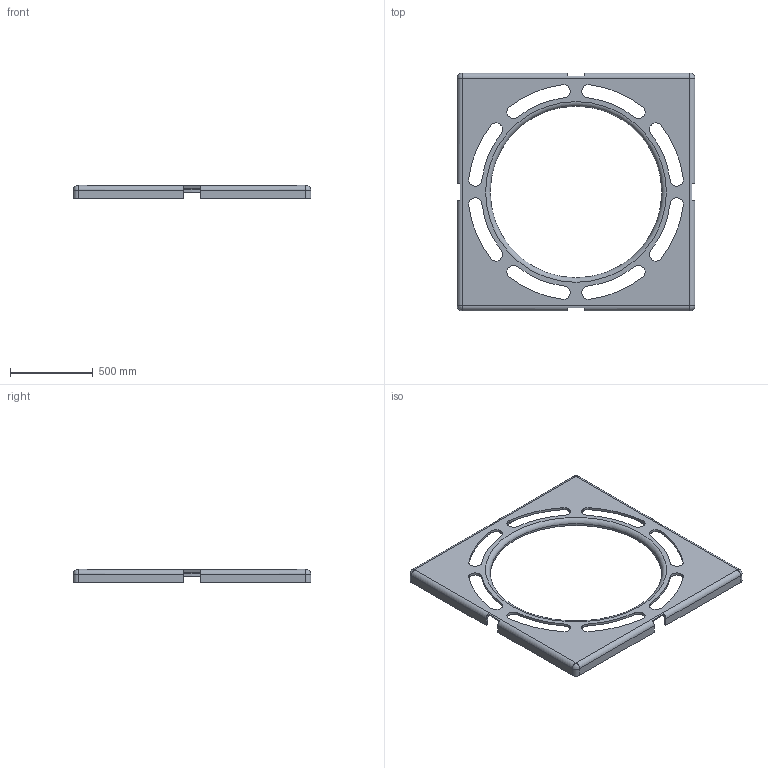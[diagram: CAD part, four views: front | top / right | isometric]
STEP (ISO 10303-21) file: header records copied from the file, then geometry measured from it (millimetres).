
FILE_DESCRIPTION(/* description */ (''),/* implementation_level */ '2;1');
FILE_NAME(/* name */ '16196.100X_3D.stp',/* time_stamp */ '2024-12-12T06:56:46+01:00',/* author */ ('CAD'),/* organization */ (''),/* preprocessor_version */ 'ST-DEVELOPER v20',/* originating_system */ 'AutoCAD Mechanical',/* authorisation */ '');
FILE_SCHEMA (('AUTOMOTIVE_DESIGN { 1 0 10303 214 3 1 1 }'));
Length unit declared in the file: centimetre
Products named in the file (2): Product; *S0
Assembly tree (1 placements, depth 2):
  Product
    *S0
Bounding box: 1440 x 1440 x 80 mm (x, y, z)
Volume: 19610710.4 mm3; surface area: 2868556.6 mm2
Topology: 1 solids, 1 shells, 95 faces, 252 edges, 160 vertices
Faces by surface type: cylinder 50, plane 35, sphere 8, torus 2
Full cylindrical faces by diameter (mm): 1040 x1, 1070 x1
Entity records: 3055 total; most frequent: DIRECTION 570, CARTESIAN_POINT 510, ORIENTED_EDGE 504, EDGE_CURVE 252, AXIS2_PLACEMENT_3D 220, VERTEX_POINT 160, LINE 130, VECTOR 130
